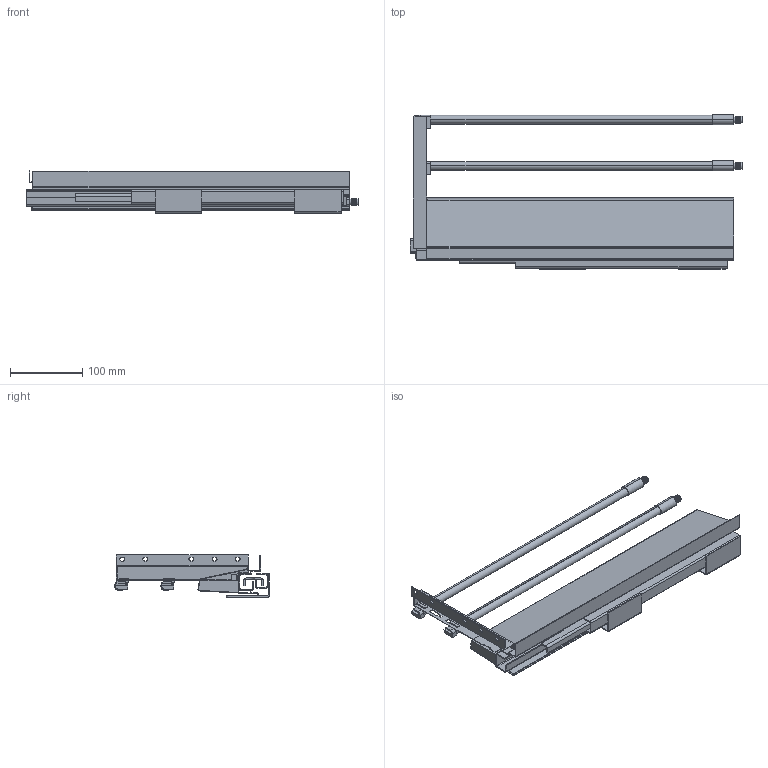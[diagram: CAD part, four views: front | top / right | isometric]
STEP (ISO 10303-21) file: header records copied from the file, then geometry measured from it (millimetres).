
FILE_DESCRIPTION (( 'STEP AP214' ), '1' );
FILE_NAME ('F004644,F004650-CLOSED_RIGHT_3D.step', '2022-06-06T12:02:44', ( '' ), ( '' ), 'SwSTEP 2.0', 'SolidWorks 2020', '' );
FILE_SCHEMA (( 'AUTOMOTIVE_DESIGN' ));
Length unit declared in the file: millimetre
Products named in the file (12): Koncovka ND30-ROUND reling-RIGHT; ND30-boènice sestava H201-2xROUND reling-450-PRAVA; ND30-drzak zad-H201-PRAVY; Reling ROUND-sestava-450-PRAVY; ND30-Reling-ROUND-450-bez drzaku; F004644,F004650-CLOSED_RIGHT_3D; ND30-VYSUV-450-CLOSED_RIGHT; ND30-350,400,450-VNEJSI PRAVY; Riex ND30 Bocnice-450-H86-PRAVA; ND30-450-STREDNI PRAVY; ND30-450-VNITRNI PRAVY
Assembly tree (13 placements, depth 4):
  F004644,F004650-CLOSED_RIGHT_3D
    ND30-VYSUV-450-CLOSED_RIGHT
      ND30-350,400,450-VNEJSI PRAVY
      ND30-450-STREDNI PRAVY
      ND30-450-VNITRNI PRAVY
    ND30-boènice sestava H201-2xROUND reling-450-PRAVA
      Riex ND30 Bocnice-450-H86-PRAVA
      ND30-drzak zad-H201-PRAVY
      Reling ROUND-sestava-450-PRAVY
        ND30-Reling-ROUND-450-bez drzaku
        Koncovka ND30-ROUND reling-RIGHT
      Reling ROUND-sestava-450-PRAVY
        ND30-Reling-ROUND-450-bez drzaku
        Koncovka ND30-ROUND reling-RIGHT
Bounding box: 460.5 x 214.5 x 58.5 mm (x, y, z)
Volume: 271219.5 mm3; surface area: 498283.5 mm2
Topology: 17 solids, 19 shells, 459 faces, 1169 edges, 762 vertices
Faces by surface type: plane 254, cylinder 133, cone 72
Entity records: 12680 total; most frequent: DIRECTION 2161, CARTESIAN_POINT 2102, ORIENTED_EDGE 2046, EDGE_CURVE 1023, AXIS2_PLACEMENT_3D 724, LINE 713, VECTOR 713, VERTEX_POINT 665
